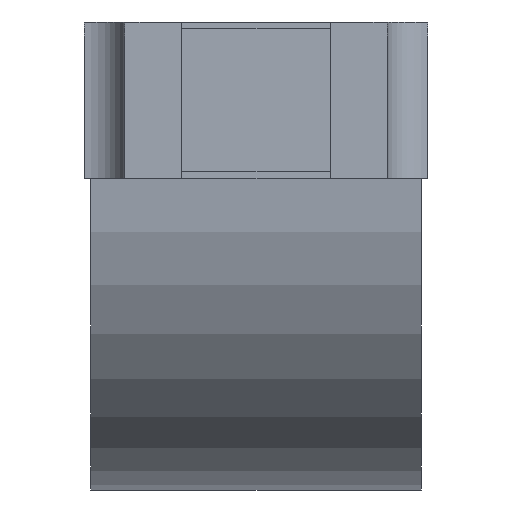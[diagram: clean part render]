
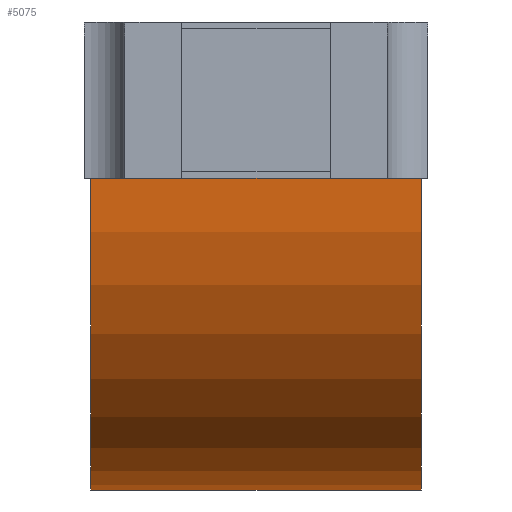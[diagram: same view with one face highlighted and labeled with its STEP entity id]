
A CAD part, left-side view. The second image highlights one B-rep face of the part: STEP entity #5075.
In plain terms, the highlighted cylindrical face has radius 1.002 mm (diameter 2.004 mm), a partial arc.
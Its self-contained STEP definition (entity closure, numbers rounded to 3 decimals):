
#19 = AXIS2_PLACEMENT_3D ( 'NONE', #3607, #252, #1536 ) ;
#142 = CIRCLE ( 'NONE', #1815, 1.002 ) ;
#252 = DIRECTION ( 'NONE',  ( 0., 1., 0. ) ) ;
#489 = LINE ( 'NONE', #976, #4154 ) ;
#586 = CARTESIAN_POINT ( 'NONE',  ( -1.002, 0.02, -0.25 ) ) ;
#739 = CARTESIAN_POINT ( 'NONE',  ( 0., 4.409, -0.248 ) ) ;
#774 = ORIENTED_EDGE ( 'NONE', *, *, #1484, .F. ) ;
#976 = CARTESIAN_POINT ( 'NONE',  ( -1.002, 4.409, -0.25 ) ) ;
#1074 = CYLINDRICAL_SURFACE ( 'NONE', #5154, 1.002 ) ;
#1484 = EDGE_CURVE ( 'NONE', #4962, #4885, #489, .T. ) ;
#1524 = ORIENTED_EDGE ( 'NONE', *, *, #2043, .T. ) ;
#1536 = DIRECTION ( 'NONE',  ( 0., 0., 1. ) ) ;
#1763 = CARTESIAN_POINT ( 'NONE',  ( 0., 1.08, -1.25 ) ) ;
#1805 = DIRECTION ( 'NONE',  ( 0., -1., 0. ) ) ;
#1815 = AXIS2_PLACEMENT_3D ( 'NONE', #2522, #3336, #4131 ) ;
#1889 = CARTESIAN_POINT ( 'NONE',  ( -1.002, 1.08, -0.25 ) ) ;
#1933 = CARTESIAN_POINT ( 'NONE',  ( 0., 0.02, -1.25 ) ) ;
#1978 = DIRECTION ( 'NONE',  ( 0., -1., 0. ) ) ;
#2043 = EDGE_CURVE ( 'NONE', #3127, #2534, #3689, .T. ) ;
#2400 = DIRECTION ( 'NONE',  ( 0., 0., -1. ) ) ;
#2522 = CARTESIAN_POINT ( 'NONE',  ( 0., 1.08, -0.248 ) ) ;
#2534 = VERTEX_POINT ( 'NONE', #1933 ) ;
#2724 = ORIENTED_EDGE ( 'NONE', *, *, #3637, .F. ) ;
#3127 = VERTEX_POINT ( 'NONE', #1763 ) ;
#3336 = DIRECTION ( 'NONE',  ( 0., 1., 0. ) ) ;
#3367 = VECTOR ( 'NONE', #4822, 1000. ) ;
#3434 = EDGE_CURVE ( 'NONE', #2534, #4885, #4407, .T. ) ;
#3607 = CARTESIAN_POINT ( 'NONE',  ( 0., 0.02, -0.248 ) ) ;
#3637 = EDGE_CURVE ( 'NONE', #3127, #4962, #142, .T. ) ;
#3689 = LINE ( 'NONE', #4363, #3367 ) ;
#3821 = ORIENTED_EDGE ( 'NONE', *, *, #3434, .T. ) ;
#4131 = DIRECTION ( 'NONE',  ( 0., 0., 1. ) ) ;
#4154 = VECTOR ( 'NONE', #1805, 1000. ) ;
#4363 = CARTESIAN_POINT ( 'NONE',  ( 0., 4.409, -1.25 ) ) ;
#4407 = CIRCLE ( 'NONE', #19, 1.002 ) ;
#4822 = DIRECTION ( 'NONE',  ( 0., -1., 0. ) ) ;
#4885 = VERTEX_POINT ( 'NONE', #586 ) ;
#4962 = VERTEX_POINT ( 'NONE', #1889 ) ;
#5075 = ADVANCED_FACE ( 'NONE', ( #5395 ), #1074, .T. ) ;
#5154 = AXIS2_PLACEMENT_3D ( 'NONE', #739, #1978, #2400 ) ;
#5295 = EDGE_LOOP ( 'NONE', ( #2724, #1524, #3821, #774 ) ) ;
#5395 = FACE_OUTER_BOUND ( 'NONE', #5295, .T. ) ;
